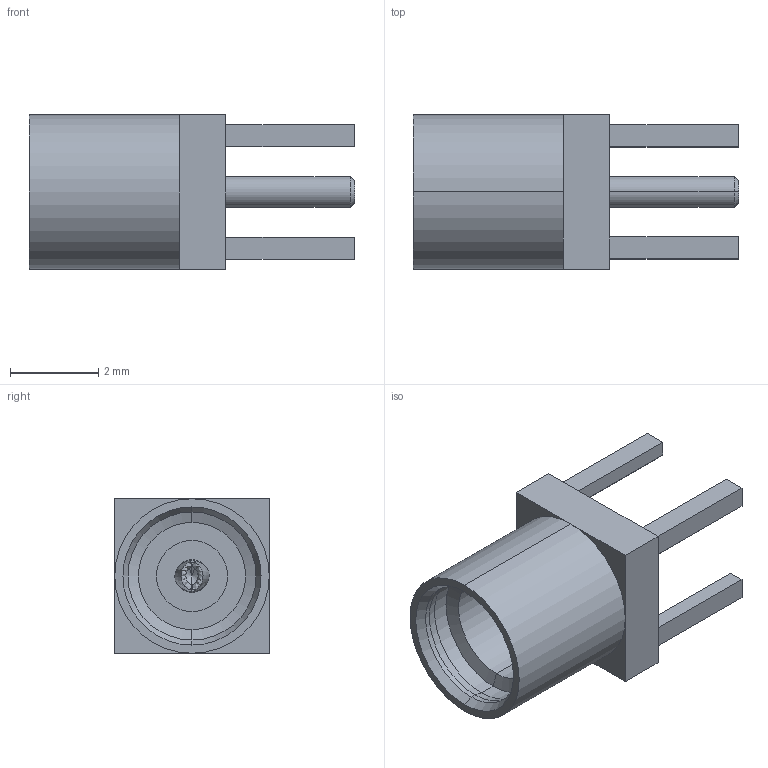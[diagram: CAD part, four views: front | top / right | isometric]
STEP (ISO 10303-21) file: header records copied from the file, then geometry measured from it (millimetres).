
FILE_DESCRIPTION (( 'STEP AP214' ), '1' );
FILE_NAME ('FMCN5183_3D.step', '2024-07-31T17:10:33', ( '' ), ( '' ), 'SwSTEP 2.0', 'SolidWorks 2022', '' );
FILE_SCHEMA (( 'AUTOMOTIVE_DESIGN' ));
Length unit declared in the file: inch
Products named in the file (4): Copy of 3.igs_2^FMCN5183; Copy of 1.igs_2^FMCN5183; Copy of 2.igs_2^FMCN5183; FMCN5183_3D
Assembly tree (3 placements, depth 2):
  FMCN5183_3D
    Copy of 1.igs_2^FMCN5183
    Copy of 2.igs_2^FMCN5183
    Copy of 3.igs_2^FMCN5183
Bounding box: 7.37 x 3.5 x 3.5 mm (x, y, z)
Volume: 34.1 mm3; surface area: 164.2 mm2
Topology: 3 solids, 3 shells, 97 faces, 216 edges, 127 vertices
Faces by surface type: plane 43, cylinder 32, cone 16, bspline 6
Entity records: 4459 total; most frequent: CARTESIAN_POINT 1238, DIRECTION 470, ORIENTED_EDGE 428, EDGE_CURVE 214, AXIS2_PLACEMENT_3D 175, VERTEX_POINT 127, VECTOR 120, LINE 120
